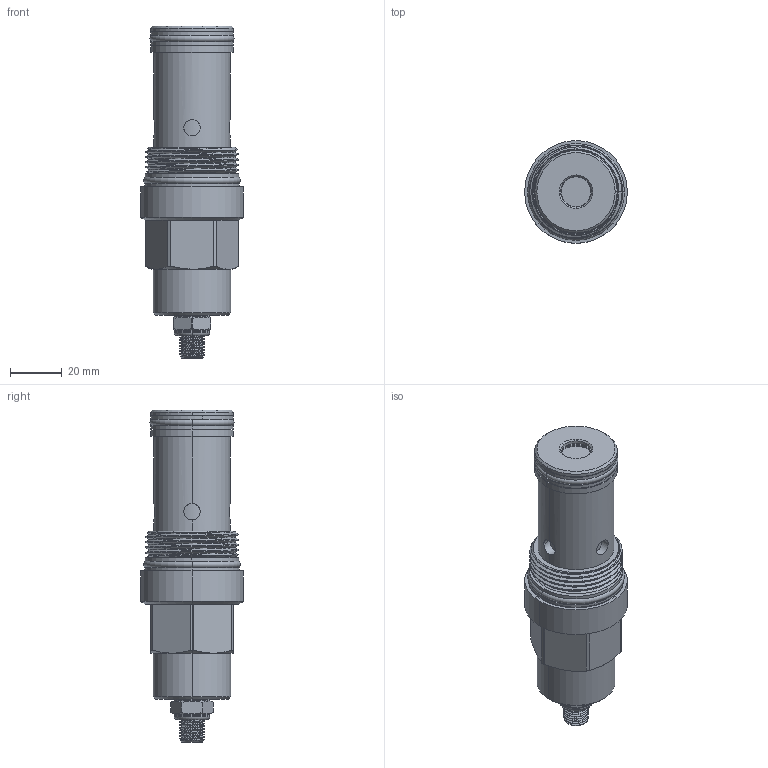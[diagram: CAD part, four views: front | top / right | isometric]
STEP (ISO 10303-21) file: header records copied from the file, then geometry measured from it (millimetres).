
FILE_DESCRIPTION (( 'STEP AP203' ), '1' );
FILE_NAME ('FR16A20-L.STEP', '2016-05-24T07:36:21', ( '' ), ( '' ), 'SwSTEP 2.0', 'SolidWorks 2012', '' );
FILE_SCHEMA (( 'CONFIG_CONTROL_DESIGN' ));
Length unit declared in the file: millimetre
Products named in the file (1): FR16A20-L
Bounding box: 39.6 x 39.6 x 127.95 mm (x, y, z)
Volume: 92857.9 mm3; surface area: 18936.1 mm2
Topology: 1 solids, 5 shells, 225 faces, 533 edges, 338 vertices
Faces by surface type: cylinder 102, plane 59, torus 36, cone 22, bspline 6
Entity records: 10977 total; most frequent: CARTESIAN_POINT 5814, DIRECTION 1086, ORIENTED_EDGE 1062, EDGE_CURVE 531, AXIS2_PLACEMENT_3D 459, VERTEX_POINT 338, EDGE_LOOP 255, CIRCLE 239
